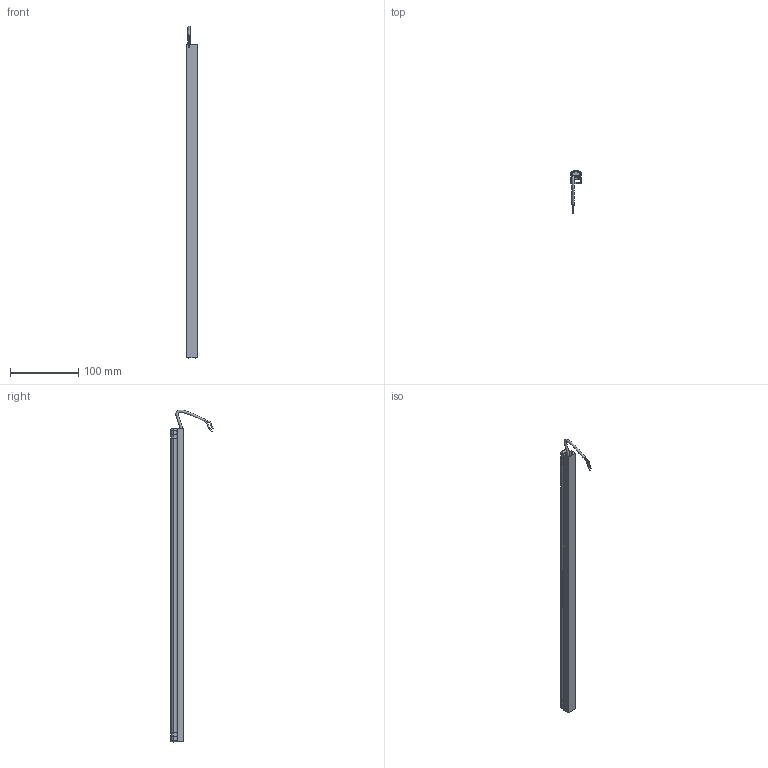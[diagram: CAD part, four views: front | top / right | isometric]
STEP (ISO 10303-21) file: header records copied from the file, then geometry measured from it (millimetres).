
FILE_DESCRIPTION (( 'STEP AP214' ), '1' );
FILE_NAME ('1501-1465.STEP', '2019-06-14T20:45:30', ( '' ), ( '' ), 'SwSTEP 2.0', 'SolidWorks 2018', '' );
FILE_SCHEMA (( 'AUTOMOTIVE_DESIGN' ));
Length unit declared in the file: inch
Products named in the file (1): 1501-1465
Bounding box: 15.51 x 62.73 x 484.77 mm (x, y, z)
Volume: 73469.4 mm3; surface area: 82874.3 mm2
Topology: 7 solids, 7 shells, 607 faces, 1493 edges, 892 vertices
Faces by surface type: bspline 252, cylinder 154, plane 129, cone 36, torus 36
Full cylindrical faces by diameter (mm): 0.95 x2, 1.2 x4
Entity records: 35924 total; most frequent: CARTESIAN_POINT 23778, ORIENTED_EDGE 2912, DIRECTION 1952, EDGE_CURVE 1456, VERTEX_POINT 886, AXIS2_PLACEMENT_3D 716, EDGE_LOOP 632, FACE_OUTER_BOUND 616
